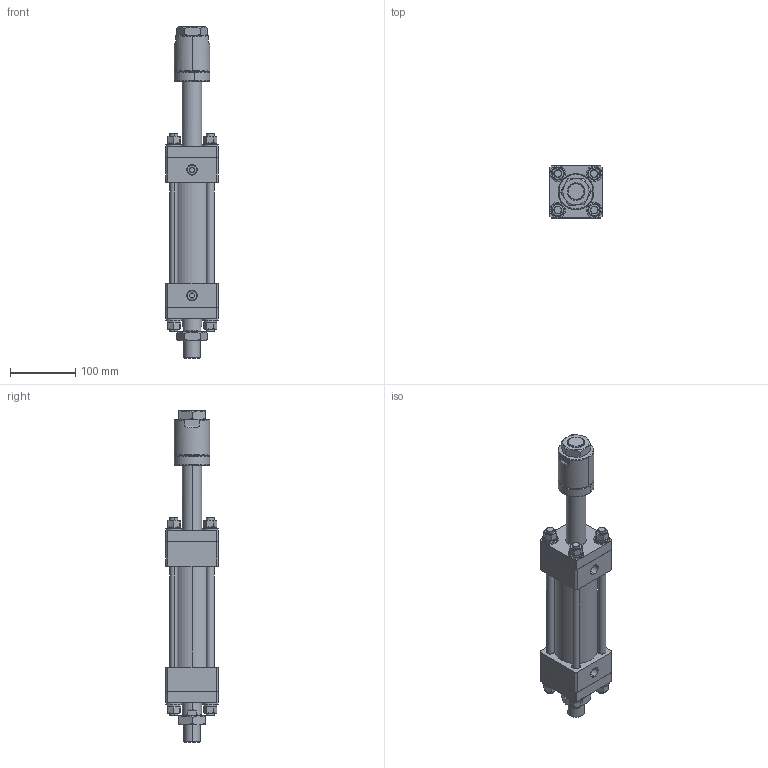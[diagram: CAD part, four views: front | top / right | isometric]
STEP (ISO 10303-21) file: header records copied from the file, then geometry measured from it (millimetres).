
FILE_DESCRIPTION (( 'STEP AP203' ), '1' );
FILE_NAME ('HOD-50-30-100-30A.STEP', '2021-04-27T03:36:05', ( '微软用户' ), ( '微软中国' ), 'SwSTEP 2.0', 'SolidWorks 2012', '' );
FILE_SCHEMA (( 'CONFIG_CONTROL_DESIGN' ));
Length unit declared in the file: millimetre
Products named in the file (12): HOD-50-30-100-30A; HOD-50-30-100-30A遣喳杶; HOD-50-30-100-30A覃誹杶; hex thin nuts grades ab gb_GB_FASTENER_NUT_STNABTT  B M27X2.0-C; single coil lock washers light type gb_GB_FASTENER_WASHER_SSWL 12; plain washers--product grade c gb_GB_FASTENER_WASHER_SMWC 12; hex nuts 1-fine pitch-grades ab gb_GB_FASTENER_NUT_SNAB1XY M12X1.5-C; HOD-50-30-100-30A活塞杆; HOD-50-30-100嶺裝; HOB-50-30-100楊擘; HOB-50-30-100前盖; HOB-50-30-100掛极
Assembly tree (38 placements, depth 2):
  HOD-50-30-100-30A
    HOB-50-30-100掛极
    HOB-50-30-100前盖  x2
    HOB-50-30-100楊擘  x2
    HOD-50-30-100嶺裝  x4
    HOD-50-30-100-30A活塞杆
    hex nuts 1-fine pitch-grades ab gb_GB_FASTENER_NUT_SNAB1XY M12X1.5-C  x8
    plain washers--product grade c gb_GB_FASTENER_WASHER_SMWC 12  x8
    single coil lock washers light type gb_GB_FASTENER_WASHER_SSWL 12  x8
    hex thin nuts grades ab gb_GB_FASTENER_NUT_STNABTT  B M27X2.0-C  x2
    HOD-50-30-100-30A覃誹杶
    HOD-50-30-100-30A遣喳杶
Bounding box: 80 x 80 x 510 mm (x, y, z)
Volume: 1434230.9 mm3; surface area: 328168.5 mm2
Topology: 38 solids, 38 shells, 557 faces, 1256 edges, 787 vertices
Faces by surface type: plane 202, cylinder 198, cone 145, torus 12
Entity records: 8589 total; most frequent: CARTESIAN_POINT 1502, DIRECTION 1179, ORIENTED_EDGE 974, AXIS2_PLACEMENT_3D 488, EDGE_CURVE 487, VERTEX_POINT 303, EDGE_LOOP 258, CIRCLE 232
